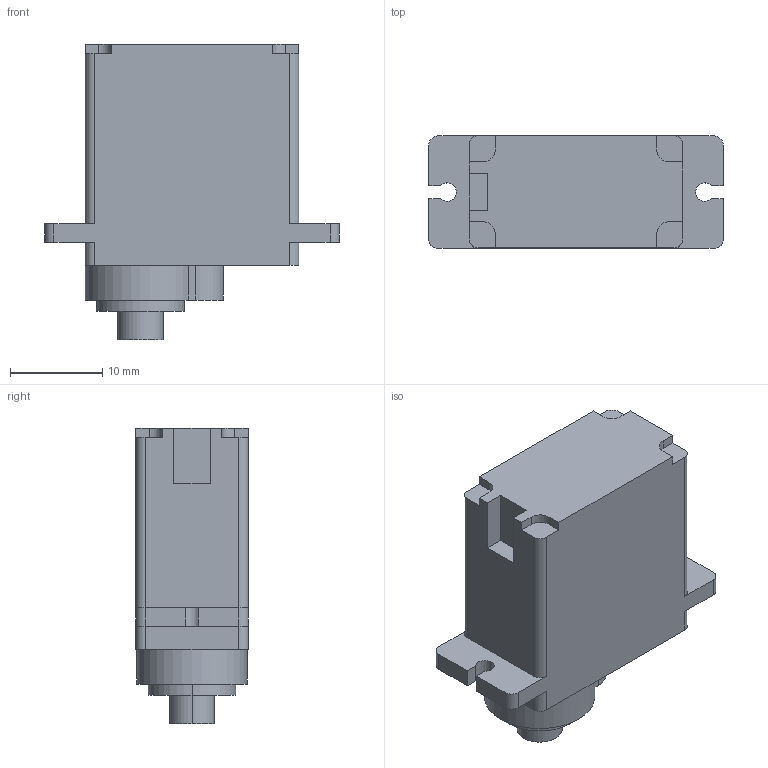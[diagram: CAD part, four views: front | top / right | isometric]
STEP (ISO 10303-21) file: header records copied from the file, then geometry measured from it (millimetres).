
FILE_DESCRIPTION((''),'2;1');
FILE_NAME('GS-9025MG','2023-10-11T17:16:47',('ccha425'),('Department of Mechanical Engineering, The University of Auckland'),'CREO PARAMETRIC BY PTC INC, 2017260','CREO PARAMETRIC BY PTC INC, 2017260','');
FILE_SCHEMA(('CONFIG_CONTROL_DESIGN'));
Length unit declared in the file: millimetre
Products named in the file (1): GS-9025MG
Bounding box: 32 x 12.2 x 32.1 mm (x, y, z)
Volume: 7523.4 mm3; surface area: 2745.4 mm2
Topology: 1 solids, 1 shells, 65 faces, 182 edges, 121 vertices
Faces by surface type: plane 41, cylinder 24
Entity records: 2135 total; most frequent: CARTESIAN_POINT 368, ORIENTED_EDGE 364, DIRECTION 361, EDGE_CURVE 182, VECTOR 133, LINE 133, VERTEX_POINT 121, AXIS2_PLACEMENT_3D 114
